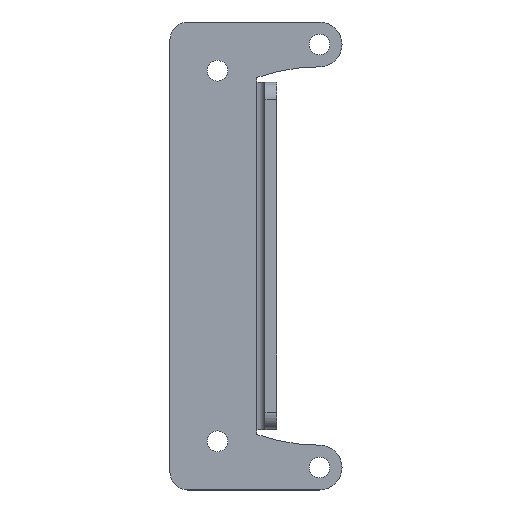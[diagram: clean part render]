
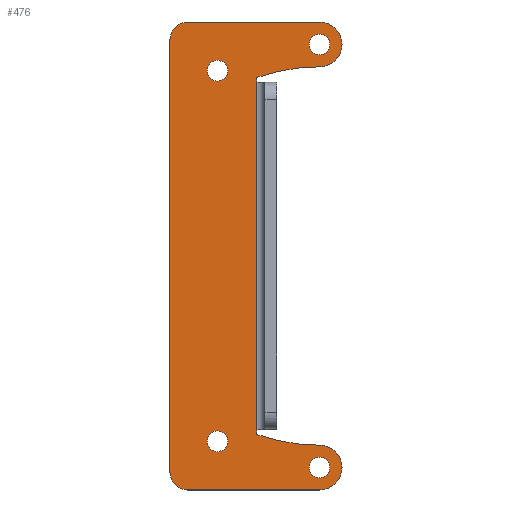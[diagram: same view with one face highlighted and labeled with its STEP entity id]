
A CAD part, top view. The second image highlights one B-rep face of the part: STEP entity #476.
In plain terms, the highlighted planar face has unit normal (0, 0, 1).
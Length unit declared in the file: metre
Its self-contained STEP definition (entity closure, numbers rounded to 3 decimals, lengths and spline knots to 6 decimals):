
#12=CIRCLE('',#510,0.076);
#14=CIRCLE('',#513,0.009);
#16=CIRCLE('',#519,0.009);
#18=CIRCLE('',#522,0.076);
#26=CIRCLE('',#532,0.00415);
#27=CIRCLE('',#533,0.00415);
#28=CIRCLE('',#534,0.00415);
#29=CIRCLE('',#535,0.00415);
#30=CIRCLE('',#536,0.007);
#31=CIRCLE('',#537,0.007);
#106=ORIENTED_EDGE('',*,*,#223,.T.);
#107=ORIENTED_EDGE('',*,*,#224,.T.);
#108=ORIENTED_EDGE('',*,*,#225,.T.);
#109=ORIENTED_EDGE('',*,*,#226,.T.);
#110=ORIENTED_EDGE('',*,*,#205,.T.);
#111=ORIENTED_EDGE('',*,*,#227,.T.);
#112=ORIENTED_EDGE('',*,*,#200,.F.);
#113=ORIENTED_EDGE('',*,*,#197,.F.);
#114=ORIENTED_EDGE('',*,*,#194,.F.);
#115=ORIENTED_EDGE('',*,*,#191,.F.);
#116=ORIENTED_EDGE('',*,*,#228,.F.);
#117=ORIENTED_EDGE('',*,*,#186,.F.);
#118=ORIENTED_EDGE('',*,*,#214,.F.);
#119=ORIENTED_EDGE('',*,*,#211,.T.);
#120=ORIENTED_EDGE('',*,*,#209,.T.);
#121=ORIENTED_EDGE('',*,*,#229,.T.);
#186=EDGE_CURVE('',#252,#253,#296,.F.);
#191=EDGE_CURVE('',#256,#258,#301,.F.);
#194=EDGE_CURVE('',#258,#260,#12,.T.);
#197=EDGE_CURVE('',#260,#262,#14,.T.);
#200=EDGE_CURVE('',#262,#264,#306,.T.);
#205=EDGE_CURVE('',#269,#268,#311,.T.);
#209=EDGE_CURVE('',#273,#272,#315,.T.);
#211=EDGE_CURVE('',#274,#273,#16,.T.);
#214=EDGE_CURVE('',#274,#252,#18,.T.);
#223=EDGE_CURVE('',#280,#280,#26,.T.);
#224=EDGE_CURVE('',#281,#281,#27,.T.);
#225=EDGE_CURVE('',#282,#282,#28,.T.);
#226=EDGE_CURVE('',#283,#283,#29,.T.);
#227=EDGE_CURVE('',#268,#264,#30,.T.);
#228=EDGE_CURVE('',#253,#256,#319,.T.);
#229=EDGE_CURVE('',#272,#269,#31,.T.);
#252=VERTEX_POINT('',#718);
#253=VERTEX_POINT('',#719);
#256=VERTEX_POINT('',#727);
#258=VERTEX_POINT('',#730);
#260=VERTEX_POINT('',#736);
#262=VERTEX_POINT('',#742);
#264=VERTEX_POINT('',#748);
#268=VERTEX_POINT('',#757);
#269=VERTEX_POINT('',#759);
#272=VERTEX_POINT('',#766);
#273=VERTEX_POINT('',#768);
#274=VERTEX_POINT('',#772);
#280=VERTEX_POINT('',#793);
#281=VERTEX_POINT('',#795);
#282=VERTEX_POINT('',#797);
#283=VERTEX_POINT('',#799);
#296=LINE('',#717,#334);
#301=LINE('',#729,#339);
#306=LINE('',#747,#344);
#311=LINE('',#758,#349);
#315=LINE('',#767,#353);
#319=LINE('',#801,#357);
#334=VECTOR('',#567,1.);
#339=VECTOR('',#574,1.);
#344=VECTOR('',#593,1.);
#349=VECTOR('',#600,1.);
#353=VECTOR('',#606,1.);
#357=VECTOR('',#648,1.);
#386=EDGE_LOOP('',(#106));
#387=EDGE_LOOP('',(#107));
#388=EDGE_LOOP('',(#108));
#389=EDGE_LOOP('',(#109));
#390=EDGE_LOOP('',(#110,#111,#112,#113,#114,#115,#116,#117,#118,#119,#120,
#121));
#426=FACE_BOUND('',#386,.T.);
#427=FACE_BOUND('',#387,.T.);
#428=FACE_BOUND('',#388,.T.);
#429=FACE_BOUND('',#389,.T.);
#430=FACE_BOUND('',#390,.T.);
#458=PLANE('',#531);
#476=ADVANCED_FACE('',(#426,#427,#428,#429,#430),#458,.T.);
#510=AXIS2_PLACEMENT_3D('',#735,#579,#580);
#513=AXIS2_PLACEMENT_3D('',#741,#586,#587);
#519=AXIS2_PLACEMENT_3D('',#771,#610,#611);
#522=AXIS2_PLACEMENT_3D('',#777,#617,#618);
#531=AXIS2_PLACEMENT_3D('',#791,#636,#637);
#532=AXIS2_PLACEMENT_3D('',#792,#638,#639);
#533=AXIS2_PLACEMENT_3D('',#794,#640,#641);
#534=AXIS2_PLACEMENT_3D('',#796,#642,#643);
#535=AXIS2_PLACEMENT_3D('',#798,#644,#645);
#536=AXIS2_PLACEMENT_3D('',#800,#646,#647);
#537=AXIS2_PLACEMENT_3D('',#802,#649,#650);
#567=DIRECTION('',(0.,1.,0.));
#574=DIRECTION('',(0.,1.,0.));
#579=DIRECTION('',(0.,0.,1.));
#580=DIRECTION('',(1.,0.,0.));
#586=DIRECTION('',(0.,0.,-1.));
#587=DIRECTION('',(1.,0.,0.));
#593=DIRECTION('',(-1.,0.,0.));
#600=DIRECTION('',(0.,-1.,0.));
#606=DIRECTION('',(-1.,0.,0.));
#610=DIRECTION('',(0.,0.,1.));
#611=DIRECTION('',(1.,0.,0.));
#617=DIRECTION('',(0.,0.,1.));
#618=DIRECTION('',(1.,0.,0.));
#636=DIRECTION('',(0.,0.,1.));
#637=DIRECTION('',(1.,0.,0.));
#638=DIRECTION('',(0.,0.,-1.));
#639=DIRECTION('',(-1.,0.,0.));
#640=DIRECTION('',(0.,0.,-1.));
#641=DIRECTION('',(-1.,0.,0.));
#642=DIRECTION('',(0.,0.,-1.));
#643=DIRECTION('',(-1.,0.,0.));
#644=DIRECTION('',(0.,0.,-1.));
#645=DIRECTION('',(-1.,0.,0.));
#646=DIRECTION('',(0.,0.,1.));
#647=DIRECTION('',(1.,0.,0.));
#648=DIRECTION('',(0.,-1.,0.));
#649=DIRECTION('',(0.,0.,1.));
#650=DIRECTION('',(1.,0.,0.));
#717=CARTESIAN_POINT('',(-0.025175,0.036373,0.));
#718=CARTESIAN_POINT('',(-0.025175,0.071709,0.));
#719=CARTESIAN_POINT('',(-0.025175,0.069746,0.));
#727=CARTESIAN_POINT('',(-0.025175,-0.069746,0.));
#729=CARTESIAN_POINT('',(-0.025175,0.036373,0.));
#730=CARTESIAN_POINT('',(-0.025175,-0.071709,0.));
#735=CARTESIAN_POINT('',(0.,0.,0.));
#736=CARTESIAN_POINT('',(0.,-0.076,0.));
#741=CARTESIAN_POINT('',(0.,-0.085,0.));
#742=CARTESIAN_POINT('',(0.,-0.094,0.));
#747=CARTESIAN_POINT('',(-0.006874,-0.094,0.));
#748=CARTESIAN_POINT('',(-0.0531,-0.094,0.));
#757=CARTESIAN_POINT('',(-0.0601,-0.087,0.));
#758=CARTESIAN_POINT('',(-0.0601,0.083787,0.));
#759=CARTESIAN_POINT('',(-0.0601,0.087,0.));
#766=CARTESIAN_POINT('',(-0.0531,0.094,0.));
#767=CARTESIAN_POINT('',(-0.006874,0.094,0.));
#768=CARTESIAN_POINT('',(0.,0.094,0.));
#771=CARTESIAN_POINT('',(0.,0.085,0.));
#772=CARTESIAN_POINT('',(0.,0.076,0.));
#777=CARTESIAN_POINT('',(0.,0.,0.));
#791=CARTESIAN_POINT('',(0.,0.,0.));
#792=CARTESIAN_POINT('',(0.,0.085,0.));
#793=CARTESIAN_POINT('',(-0.00415,0.085,0.));
#794=CARTESIAN_POINT('',(0.,-0.085,0.));
#795=CARTESIAN_POINT('',(-0.00415,-0.085,0.));
#796=CARTESIAN_POINT('',(-0.04105,-0.07443,0.));
#797=CARTESIAN_POINT('',(-0.0452,-0.07443,0.));
#798=CARTESIAN_POINT('',(-0.04105,0.07443,0.));
#799=CARTESIAN_POINT('',(-0.0452,0.07443,0.));
#800=CARTESIAN_POINT('',(-0.0531,-0.087,0.));
#801=CARTESIAN_POINT('',(-0.025175,0.,0.));
#802=CARTESIAN_POINT('',(-0.0531,0.087,0.));
